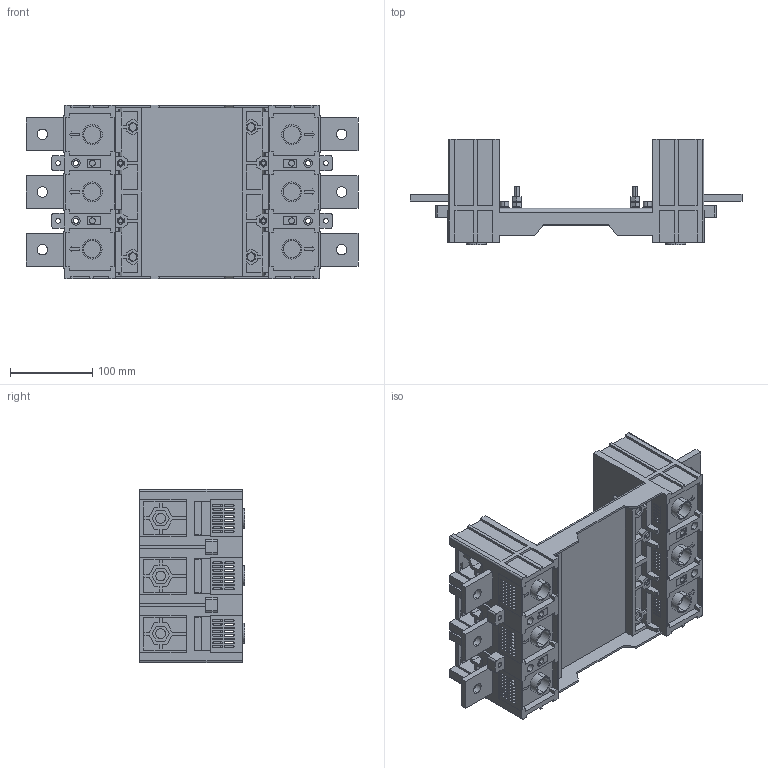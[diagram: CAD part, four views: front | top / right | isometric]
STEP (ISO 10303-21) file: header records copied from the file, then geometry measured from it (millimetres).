
FILE_DESCRIPTION (( 'STEP AP203' ), '1' );
FILE_NAME ('mccb-4-pin43F-700A.ÃÌ Ïàíåëü âòû÷íàÿ AV POWER-43 ïåðåäíåãî ïðèñîåä. PID-43F 700À EKF.STEP', '2024-12-09T12:41:54', ( '' ), ( '' ), 'SwSTEP 2.0', 'SolidWorks 2021', '' );
FILE_SCHEMA (( 'CONFIG_CONTROL_DESIGN' ));
Products named in the file (1): mccb-4-pin43F-700A.ÃÌ Ïàíåëü âòû÷íàÿ AV POWER-43 ïåðåäíåãî ïðèñîåä. PID-43F 700À EKF
Bounding box: 403 x 127.8 x 210 mm (x, y, z)
Volume: 1942973.3 mm3; surface area: 583229 mm2
Topology: 1 solids, 5 shells, 1942 faces, 5622 edges, 3720 vertices
Faces by surface type: plane 1472, cylinder 462, torus 8
Entity records: 64355 total; most frequent: CARTESIAN_POINT 11497, ORIENTED_EDGE 11244, DIRECTION 10584, EDGE_CURVE 5622, LINE 4450, VECTOR 4450, VERTEX_POINT 3720, AXIS2_PLACEMENT_3D 3067
